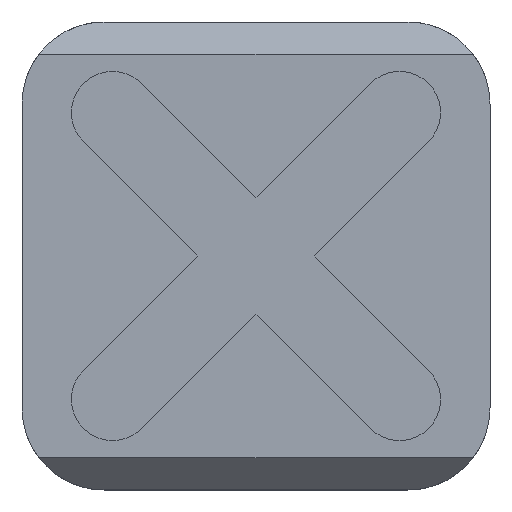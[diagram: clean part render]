
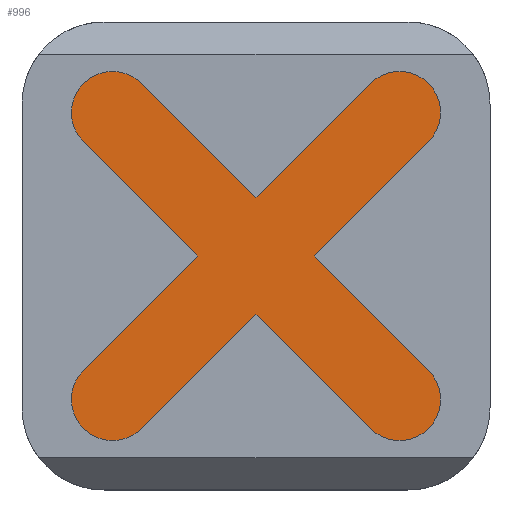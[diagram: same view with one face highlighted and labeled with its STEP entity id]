
A CAD part, front view. The second image highlights one B-rep face of the part: STEP entity #996.
In plain terms, the highlighted face is planar.
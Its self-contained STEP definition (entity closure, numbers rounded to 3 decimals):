
#2 = EDGE_CURVE ( 'NONE', #1062, #1021, #569, .T. ) ;
#15 = CARTESIAN_POINT ( 'NONE',  ( 1.123, 1.123, 0.762 ) ) ;
#37 = CARTESIAN_POINT ( 'NONE',  ( 5.55, 5.55, 0.762 ) ) ;
#41 = DIRECTION ( 'NONE',  ( 0., 0., -1. ) ) ;
#50 = DIRECTION ( 'NONE',  ( 0., 0., -1. ) ) ;
#63 = CARTESIAN_POINT ( 'NONE',  ( -5.55, 5.55, 0.762 ) ) ;
#82 = DIRECTION ( 'NONE',  ( -0.707, 0.707, 0. ) ) ;
#83 = CARTESIAN_POINT ( 'NONE',  ( -5.55, -5.55, 0.762 ) ) ;
#86 = EDGE_CURVE ( 'NONE', #667, #1055, #673, .T. ) ;
#125 = VERTEX_POINT ( 'NONE', #685 ) ;
#129 = CARTESIAN_POINT ( 'NONE',  ( 1.123, -1.123, 0.762 ) ) ;
#134 = DIRECTION ( 'NONE',  ( -0.707, 0.707, 0. ) ) ;
#139 = CIRCLE ( 'NONE', #1348, 1.587 ) ;
#159 = ORIENTED_EDGE ( 'NONE', *, *, #250, .F. ) ;
#174 = DIRECTION ( 'NONE',  ( 0., 0., -1. ) ) ;
#175 = ORIENTED_EDGE ( 'NONE', *, *, #1045, .T. ) ;
#177 = CARTESIAN_POINT ( 'NONE',  ( 2.245, 0., 0.762 ) ) ;
#196 = CARTESIAN_POINT ( 'NONE',  ( 1.123, 1.123, 0.762 ) ) ;
#208 = CIRCLE ( 'NONE', #378, 1.587 ) ;
#223 = VECTOR ( 'NONE', #435, 1000. ) ;
#232 = PLANE ( 'NONE',  #618 ) ;
#250 = EDGE_CURVE ( 'NONE', #1231, #749, #937, .T. ) ;
#254 = EDGE_CURVE ( 'NONE', #1429, #1290, #811, .T. ) ;
#260 = EDGE_LOOP ( 'NONE', ( #1340, #454, #1280, #760, #1121, #970, #1466, #461, #175, #159, #1332, #369, #469, #852 ) ) ;
#289 = CARTESIAN_POINT ( 'NONE',  ( -1.123, 1.123, 0.762 ) ) ;
#294 = DIRECTION ( 'NONE',  ( -1., 0., 0. ) ) ;
#308 = CARTESIAN_POINT ( 'NONE',  ( -1.123, -1.123, 0.762 ) ) ;
#315 = LINE ( 'NONE', #1100, #1111 ) ;
#341 = EDGE_CURVE ( 'NONE', #1021, #667, #704, .T. ) ;
#369 = ORIENTED_EDGE ( 'NONE', *, *, #407, .T. ) ;
#378 = AXIS2_PLACEMENT_3D ( 'NONE', #925, #491, #294 ) ;
#400 = EDGE_CURVE ( 'NONE', #1055, #1264, #778, .T. ) ;
#402 = CARTESIAN_POINT ( 'NONE',  ( 0., -2.245, 0.762 ) ) ;
#407 = EDGE_CURVE ( 'NONE', #416, #1197, #139, .T. ) ;
#414 = VERTEX_POINT ( 'NONE', #847 ) ;
#416 = VERTEX_POINT ( 'NONE', #747 ) ;
#435 = DIRECTION ( 'NONE',  ( -0.707, 0.707, 0. ) ) ;
#454 = ORIENTED_EDGE ( 'NONE', *, *, #694, .T. ) ;
#461 = ORIENTED_EDGE ( 'NONE', *, *, #400, .T. ) ;
#469 = ORIENTED_EDGE ( 'NONE', *, *, #595, .T. ) ;
#472 = CARTESIAN_POINT ( 'NONE',  ( 4.427, 6.673, 0.762 ) ) ;
#491 = DIRECTION ( 'NONE',  ( 0., 0., -1. ) ) ;
#537 = DIRECTION ( 'NONE',  ( -1., 0., 0. ) ) ;
#546 = CARTESIAN_POINT ( 'NONE',  ( -2.245, 0., 0.762 ) ) ;
#555 = CARTESIAN_POINT ( 'NONE',  ( -6.673, -4.427, 0.762 ) ) ;
#569 = CIRCLE ( 'NONE', #1444, 1.587 ) ;
#570 = DIRECTION ( 'NONE',  ( 0., 0., -1. ) ) ;
#592 = DIRECTION ( 'NONE',  ( -0.707, -0.707, 0. ) ) ;
#595 = EDGE_CURVE ( 'NONE', #1197, #414, #707, .T. ) ;
#618 = AXIS2_PLACEMENT_3D ( 'NONE', #678, #570, #1131 ) ;
#637 = DIRECTION ( 'NONE',  ( -1., 0., 0. ) ) ;
#657 = DIRECTION ( 'NONE',  ( -1., 0., 0. ) ) ;
#662 = AXIS2_PLACEMENT_3D ( 'NONE', #37, #50, #1405 ) ;
#667 = VERTEX_POINT ( 'NONE', #402 ) ;
#673 = LINE ( 'NONE', #129, #752 ) ;
#678 = CARTESIAN_POINT ( 'NONE',  ( 0., 0., 0.762 ) ) ;
#685 = CARTESIAN_POINT ( 'NONE',  ( 0., 2.245, 0.762 ) ) ;
#686 = AXIS2_PLACEMENT_3D ( 'NONE', #63, #41, #1163 ) ;
#694 = EDGE_CURVE ( 'NONE', #898, #1429, #1304, .T. ) ;
#699 = DIRECTION ( 'NONE',  ( -0.707, -0.707, 0. ) ) ;
#704 = LINE ( 'NONE', #1153, #1253 ) ;
#707 = CIRCLE ( 'NONE', #686, 1.587 ) ;
#720 = CARTESIAN_POINT ( 'NONE',  ( 1.123, -1.123, 0.762 ) ) ;
#733 = CARTESIAN_POINT ( 'NONE',  ( 6.673, -4.427, 0.762 ) ) ;
#747 = CARTESIAN_POINT ( 'NONE',  ( -6.673, 4.427, 0.762 ) ) ;
#749 = VERTEX_POINT ( 'NONE', #555 ) ;
#752 = VECTOR ( 'NONE', #989, 1000. ) ;
#760 = ORIENTED_EDGE ( 'NONE', *, *, #1184, .F. ) ;
#764 = CARTESIAN_POINT ( 'NONE',  ( 5.55, -5.55, 0.762 ) ) ;
#778 = CIRCLE ( 'NONE', #1275, 1.587 ) ;
#785 = EDGE_CURVE ( 'NONE', #898, #125, #315, .T. ) ;
#798 = EDGE_CURVE ( 'NONE', #1231, #416, #1203, .T. ) ;
#811 = LINE ( 'NONE', #720, #1369 ) ;
#847 = CARTESIAN_POINT ( 'NONE',  ( -4.427, 6.673, 0.762 ) ) ;
#852 = ORIENTED_EDGE ( 'NONE', *, *, #896, .F. ) ;
#896 = EDGE_CURVE ( 'NONE', #125, #414, #1145, .T. ) ;
#898 = VERTEX_POINT ( 'NONE', #472 ) ;
#925 = CARTESIAN_POINT ( 'NONE',  ( -5.55, -5.55, 0.762 ) ) ;
#937 = LINE ( 'NONE', #289, #1049 ) ;
#968 = LINE ( 'NONE', #196, #1222 ) ;
#970 = ORIENTED_EDGE ( 'NONE', *, *, #341, .T. ) ;
#989 = DIRECTION ( 'NONE',  ( -0.707, -0.707, 0. ) ) ;
#996 = ADVANCED_FACE ( 'NONE', ( #1362 ), #232, .T. ) ;
#1001 = CARTESIAN_POINT ( 'NONE',  ( 6.673, 4.427, 0.762 ) ) ;
#1021 = VERTEX_POINT ( 'NONE', #1039 ) ;
#1033 = CARTESIAN_POINT ( 'NONE',  ( -4.427, -6.673, 0.762 ) ) ;
#1034 = DIRECTION ( 'NONE',  ( -0.707, 0.707, 0. ) ) ;
#1039 = CARTESIAN_POINT ( 'NONE',  ( 4.427, -6.673, 0.762 ) ) ;
#1045 = EDGE_CURVE ( 'NONE', #1264, #749, #208, .T. ) ;
#1049 = VECTOR ( 'NONE', #592, 1000. ) ;
#1055 = VERTEX_POINT ( 'NONE', #1033 ) ;
#1062 = VERTEX_POINT ( 'NONE', #733 ) ;
#1100 = CARTESIAN_POINT ( 'NONE',  ( -1.123, 1.123, 0.762 ) ) ;
#1111 = VECTOR ( 'NONE', #1318, 1000. ) ;
#1121 = ORIENTED_EDGE ( 'NONE', *, *, #2, .T. ) ;
#1131 = DIRECTION ( 'NONE',  ( -1., 0., 0. ) ) ;
#1145 = LINE ( 'NONE', #15, #1259 ) ;
#1153 = CARTESIAN_POINT ( 'NONE',  ( -1.123, -1.123, 0.762 ) ) ;
#1163 = DIRECTION ( 'NONE',  ( -1., 0., 0. ) ) ;
#1184 = EDGE_CURVE ( 'NONE', #1062, #1290, #968, .T. ) ;
#1187 = CARTESIAN_POINT ( 'NONE',  ( -5.55, 5.55, 0.762 ) ) ;
#1197 = VERTEX_POINT ( 'NONE', #1441 ) ;
#1202 = CARTESIAN_POINT ( 'NONE',  ( -7.137, -5.55, 0.762 ) ) ;
#1203 = LINE ( 'NONE', #308, #223 ) ;
#1222 = VECTOR ( 'NONE', #82, 1000. ) ;
#1231 = VERTEX_POINT ( 'NONE', #546 ) ;
#1253 = VECTOR ( 'NONE', #1034, 1000. ) ;
#1259 = VECTOR ( 'NONE', #134, 1000. ) ;
#1264 = VERTEX_POINT ( 'NONE', #1202 ) ;
#1275 = AXIS2_PLACEMENT_3D ( 'NONE', #83, #1317, #537 ) ;
#1280 = ORIENTED_EDGE ( 'NONE', *, *, #254, .T. ) ;
#1290 = VERTEX_POINT ( 'NONE', #177 ) ;
#1302 = DIRECTION ( 'NONE',  ( 0., 0., -1. ) ) ;
#1304 = CIRCLE ( 'NONE', #662, 1.587 ) ;
#1317 = DIRECTION ( 'NONE',  ( 0., 0., -1. ) ) ;
#1318 = DIRECTION ( 'NONE',  ( -0.707, -0.707, 0. ) ) ;
#1332 = ORIENTED_EDGE ( 'NONE', *, *, #798, .T. ) ;
#1340 = ORIENTED_EDGE ( 'NONE', *, *, #785, .F. ) ;
#1348 = AXIS2_PLACEMENT_3D ( 'NONE', #1187, #1302, #637 ) ;
#1362 = FACE_OUTER_BOUND ( 'NONE', #260, .T. ) ;
#1369 = VECTOR ( 'NONE', #699, 1000. ) ;
#1405 = DIRECTION ( 'NONE',  ( -1., 0., 0. ) ) ;
#1429 = VERTEX_POINT ( 'NONE', #1001 ) ;
#1441 = CARTESIAN_POINT ( 'NONE',  ( -7.137, 5.55, 0.762 ) ) ;
#1444 = AXIS2_PLACEMENT_3D ( 'NONE', #764, #174, #657 ) ;
#1466 = ORIENTED_EDGE ( 'NONE', *, *, #86, .T. ) ;
